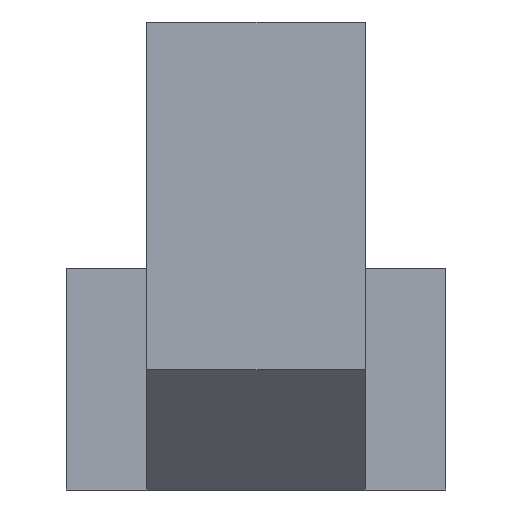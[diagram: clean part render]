
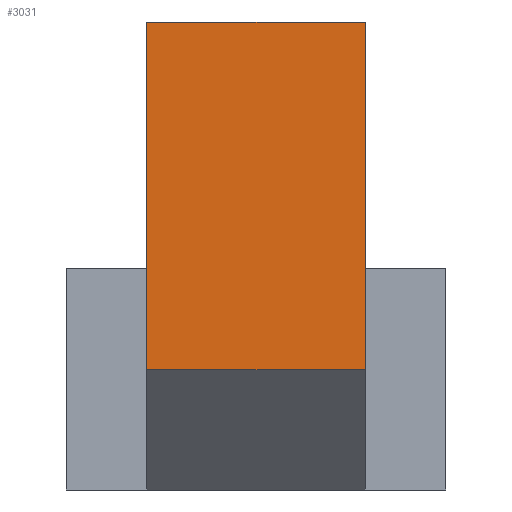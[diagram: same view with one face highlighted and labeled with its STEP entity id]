
A CAD part, left-side view. The second image highlights one B-rep face of the part: STEP entity #3031.
In plain terms, the highlighted planar face has unit normal (-1, 0, 0).
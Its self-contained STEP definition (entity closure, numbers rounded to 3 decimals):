
#55=DIRECTION('',(0.,0.,-1.));
#56=VECTOR('',#55,11.);
#57=CARTESIAN_POINT('',(-11.8,3.45,14.8));
#58=LINE('',#57,#56);
#1277=DIRECTION('',(0.,0.,-1.));
#1278=VECTOR('',#1277,11.);
#1279=CARTESIAN_POINT('',(-11.8,-3.45,14.8));
#1280=LINE('',#1279,#1278);
#1289=DIRECTION('',(0.,-1.,0.));
#1290=VECTOR('',#1289,6.9);
#1291=CARTESIAN_POINT('',(-11.8,3.45,3.8));
#1292=LINE('',#1291,#1290);
#1293=DIRECTION('',(0.,-1.,0.));
#1294=VECTOR('',#1293,6.9);
#1295=CARTESIAN_POINT('',(-11.8,3.45,14.8));
#1296=LINE('',#1295,#1294);
#1374=CARTESIAN_POINT('',(-11.8,3.45,14.8));
#1376=VERTEX_POINT('',#1374);
#1377=CARTESIAN_POINT('',(-11.8,3.45,3.8));
#1378=VERTEX_POINT('',#1377);
#1380=CARTESIAN_POINT('',(-11.8,-3.45,14.8));
#1382=VERTEX_POINT('',#1380);
#1383=CARTESIAN_POINT('',(-11.8,-3.45,3.8));
#1384=VERTEX_POINT('',#1383);
#3019=CARTESIAN_POINT('',(-11.8,3.45,14.8));
#3020=DIRECTION('',(-1.,0.,0.));
#3021=DIRECTION('',(0.,0.,-1.));
#3022=AXIS2_PLACEMENT_3D('',#3019,#3020,#3021);
#3023=PLANE('',#3022);
#3024=ORIENTED_EDGE('',*,*,#1547,.F.);
#3026=ORIENTED_EDGE('',*,*,#3025,.T.);
#3027=ORIENTED_EDGE('',*,*,#2998,.T.);
#3028=ORIENTED_EDGE('',*,*,#3013,.F.);
#3029=EDGE_LOOP('',(#3024,#3026,#3027,#3028));
#3030=FACE_OUTER_BOUND('',#3029,.F.);
#3031=ADVANCED_FACE('',(#3030),#3023,.T.);
#1547=EDGE_CURVE('',#1376,#1378,#58,.T.);
#2998=EDGE_CURVE('',#1382,#1384,#1280,.T.);
#3013=EDGE_CURVE('',#1378,#1384,#1292,.T.);
#3025=EDGE_CURVE('',#1376,#1382,#1296,.T.);
